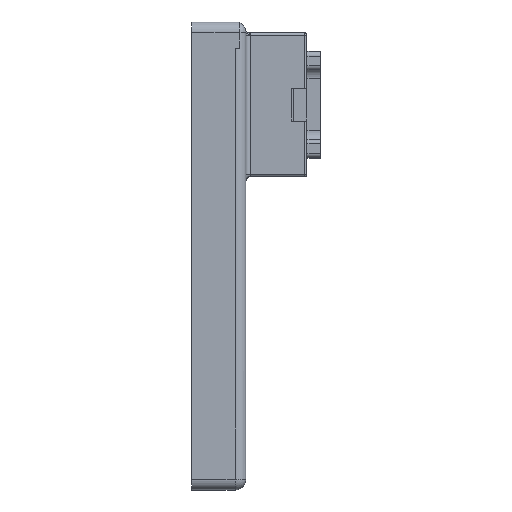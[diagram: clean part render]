
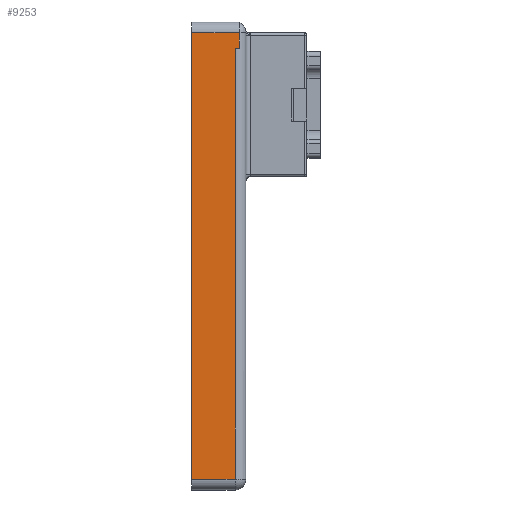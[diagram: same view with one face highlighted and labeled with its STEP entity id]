
A CAD part, left-side view. The second image highlights one B-rep face of the part: STEP entity #9253.
In plain terms, the highlighted planar face has unit normal (-1, 0, 0).
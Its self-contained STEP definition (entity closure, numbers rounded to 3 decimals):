
#252 = EDGE_CURVE ( 'NONE', #2795, #3861, #4885, .T. ) ;
#441 = CARTESIAN_POINT ( 'NONE',  ( -140.226, 25., 0. ) ) ;
#628 = EDGE_CURVE ( 'NONE', #2795, #1140, #8055, .T. ) ;
#709 = VECTOR ( 'NONE', #4351, 1000. ) ;
#1061 = ORIENTED_EDGE ( 'NONE', *, *, #252, .F. ) ;
#1069 = CARTESIAN_POINT ( 'NONE',  ( -140.226, 3., 0. ) ) ;
#1140 = VERTEX_POINT ( 'NONE', #1918 ) ;
#1146 = ORIENTED_EDGE ( 'NONE', *, *, #628, .T. ) ;
#1213 = EDGE_CURVE ( 'NONE', #2916, #4937, #9788, .T. ) ;
#1707 = CARTESIAN_POINT ( 'NONE',  ( -140.226, 5., 0.367 ) ) ;
#1905 = CARTESIAN_POINT ( 'NONE',  ( -140.226, 5., 0. ) ) ;
#1918 = CARTESIAN_POINT ( 'NONE',  ( -140.226, 3., 0.367 ) ) ;
#1988 = CARTESIAN_POINT ( 'NONE',  ( -140.226, 25., -197.633 ) ) ;
#2547 = DIRECTION ( 'NONE',  ( 0., 0., -1. ) ) ;
#2660 = CARTESIAN_POINT ( 'NONE',  ( -140.226, 3., 0. ) ) ;
#2795 = VERTEX_POINT ( 'NONE', #1707 ) ;
#2916 = VERTEX_POINT ( 'NONE', #4334 ) ;
#3508 = PLANE ( 'NONE',  #8468 ) ;
#3602 = CARTESIAN_POINT ( 'NONE',  ( -140.226, 3., 7.367 ) ) ;
#3718 = ORIENTED_EDGE ( 'NONE', *, *, #6926, .F. ) ;
#3849 = VECTOR ( 'NONE', #2547, 1000. ) ;
#3861 = VERTEX_POINT ( 'NONE', #6421 ) ;
#4278 = ORIENTED_EDGE ( 'NONE', *, *, #6445, .T. ) ;
#4292 = VECTOR ( 'NONE', #9132, 1000. ) ;
#4334 = CARTESIAN_POINT ( 'NONE',  ( -140.226, 25., 7.367 ) ) ;
#4351 = DIRECTION ( 'NONE',  ( 0., -1., 0. ) ) ;
#4883 = LINE ( 'NONE', #1069, #5402 ) ;
#4885 = LINE ( 'NONE', #1905, #3849 ) ;
#4937 = VERTEX_POINT ( 'NONE', #7389 ) ;
#5020 = ORIENTED_EDGE ( 'NONE', *, *, #1213, .F. ) ;
#5233 = CARTESIAN_POINT ( 'NONE',  ( -140.226, 3., -197.633 ) ) ;
#5402 = VECTOR ( 'NONE', #7029, 1000. ) ;
#5600 = ORIENTED_EDGE ( 'NONE', *, *, #6734, .F. ) ;
#5699 = DIRECTION ( 'NONE',  ( 1., 0., 0. ) ) ;
#5934 = LINE ( 'NONE', #441, #9382 ) ;
#6421 = CARTESIAN_POINT ( 'NONE',  ( -140.226, 5., -197.633 ) ) ;
#6445 = EDGE_CURVE ( 'NONE', #2916, #7199, #5934, .T. ) ;
#6464 = EDGE_LOOP ( 'NONE', ( #3718, #1061, #1146, #5600, #5020, #4278 ) ) ;
#6734 = EDGE_CURVE ( 'NONE', #4937, #1140, #4883, .T. ) ;
#6926 = EDGE_CURVE ( 'NONE', #3861, #7199, #7561, .T. ) ;
#7029 = DIRECTION ( 'NONE',  ( 0., 0., -1. ) ) ;
#7188 = VECTOR ( 'NONE', #8716, 1000. ) ;
#7199 = VERTEX_POINT ( 'NONE', #1988 ) ;
#7389 = CARTESIAN_POINT ( 'NONE',  ( -140.226, 3., 7.367 ) ) ;
#7561 = LINE ( 'NONE', #5233, #4292 ) ;
#8043 = DIRECTION ( 'NONE',  ( 0., 0., 1. ) ) ;
#8055 = LINE ( 'NONE', #8865, #7188 ) ;
#8468 = AXIS2_PLACEMENT_3D ( 'NONE', #2660, #5699, #8043 ) ;
#8716 = DIRECTION ( 'NONE',  ( 0., -1., 0. ) ) ;
#8806 = FACE_OUTER_BOUND ( 'NONE', #6464, .T. ) ;
#8865 = CARTESIAN_POINT ( 'NONE',  ( -140.226, 41.971, 0.367 ) ) ;
#9132 = DIRECTION ( 'NONE',  ( 0., 1., 0. ) ) ;
#9253 = ADVANCED_FACE ( 'NONE', ( #8806 ), #3508, .F. ) ;
#9382 = VECTOR ( 'NONE', #9643, 1000. ) ;
#9643 = DIRECTION ( 'NONE',  ( 0., 0., -1. ) ) ;
#9788 = LINE ( 'NONE', #3602, #709 ) ;
